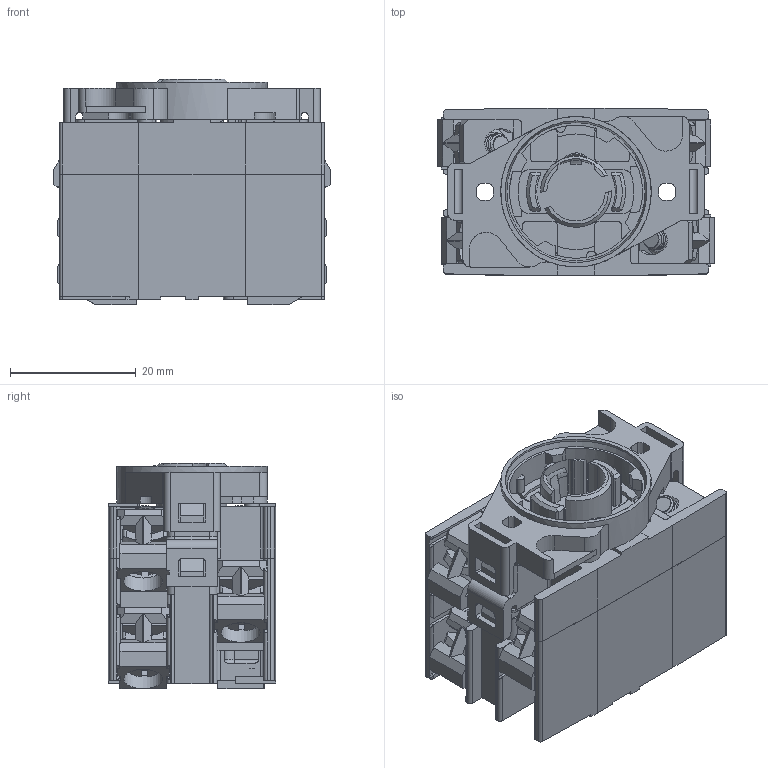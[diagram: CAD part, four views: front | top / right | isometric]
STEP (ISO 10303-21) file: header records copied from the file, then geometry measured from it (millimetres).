
FILE_DESCRIPTION(/* description */ (''),/* implementation_level */ '2;1');
FILE_NAME(/* name */ 'ETLR_ipt.stp',/* time_stamp */ '2015-12-16T13:45:22+01:00',/* author */ ('thagel'),/* organization */ (''),/* preprocessor_version */ 'ST-DEVELOPER v15.2',/* originating_system */ 'Autodesk Inventor 2014',/* authorisation */ '');
FILE_SCHEMA (('AUTOMOTIVE_DESIGN { 1 0 10303 214 3 1 1 }'));
Products named in the file (1): 3D-Zeichnungen vereinfacht für Kunden
Bounding box: 44.03 x 26.65 x 35.9 mm (x, y, z)
Volume: 23929.8 mm3; surface area: 19422.6 mm2
Topology: 5 solids, 6 shells, 1425 faces, 4251 edges, 2758 vertices
Faces by surface type: plane 970, cylinder 356, cone 41, bspline 36, torus 22
Full cylindrical faces by diameter (mm): 1.9 x2, 2.3 x2, 2.5 x2, 2.85 x6, 3.5 x8, 4 x6, 4.3 x1, 5.9 x2, 6.2 x6, 8.65 x1, 21.2 x1, 22.55 x1, 23.95 x1
Entity records: 59243 total; most frequent: CARTESIAN_POINT 21219, ORIENTED_EDGE 8318, DIRECTION 7504, EDGE_CURVE 4146, LINE 2846, VECTOR 2846, VERTEX_POINT 2714, AXIS2_PLACEMENT_3D 2329
